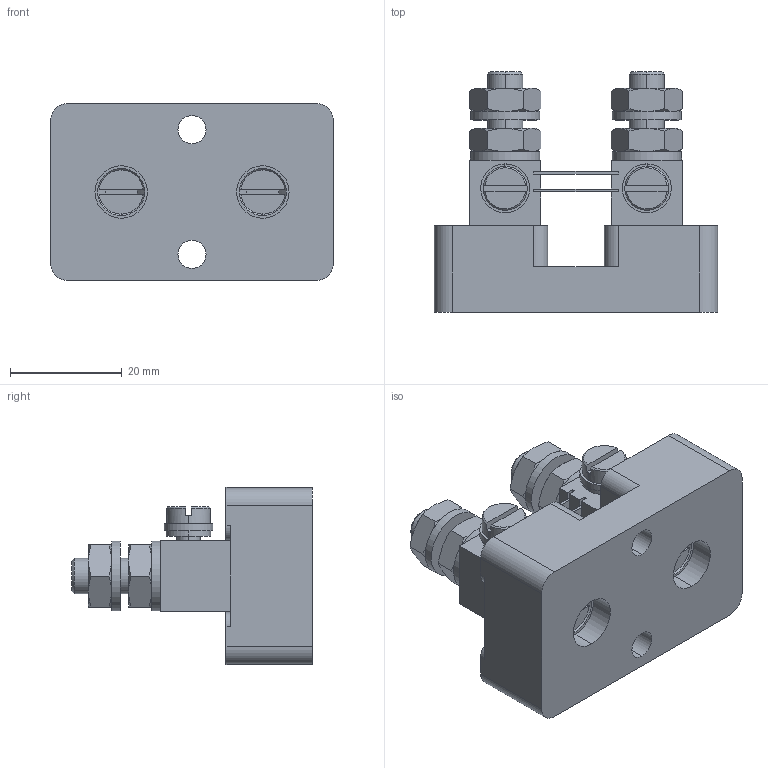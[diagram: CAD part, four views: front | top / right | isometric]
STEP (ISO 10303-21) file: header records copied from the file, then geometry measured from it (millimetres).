
FILE_DESCRIPTION (( 'STEP AP214' ), '1' );
FILE_NAME ('RSA ASSY.STEP', '2019-04-11T20:38:34', ( '' ), ( '' ), 'SwSTEP 2.0', 'SolidWorks 2019', '' );
FILE_SCHEMA (( 'AUTOMOTIVE_DESIGN' ));
Length unit declared in the file: inch
Products named in the file (9): RSA Large Lockwasher; RSA Small Screw; RSA Small Washer; RSA ASSY; RSA Mounting Screw; RSA Nut; RSA Small Lockwasher; RSA Base; RSA Element
Assembly tree (18 placements, depth 2):
  RSA ASSY
    RSA Base
    RSA Element
    RSA Mounting Screw  x2
    RSA Nut  x4
    RSA Large Lockwasher  x4
    RSA Small Screw  x2
    RSA Small Lockwasher  x2
    RSA Small Washer  x2
Bounding box: 50.8 x 43.18 x 31.75 mm (x, y, z)
Volume: 28393.2 mm3; surface area: 14618.8 mm2
Topology: 21 solids, 21 shells, 325 faces, 787 edges, 508 vertices
Faces by surface type: plane 150, cone 92, cylinder 83
Entity records: 6192 total; most frequent: CARTESIAN_POINT 1142, DIRECTION 991, ORIENTED_EDGE 918, EDGE_CURVE 459, AXIS2_PLACEMENT_3D 363, VERTEX_POINT 298, VECTOR 265, LINE 265
